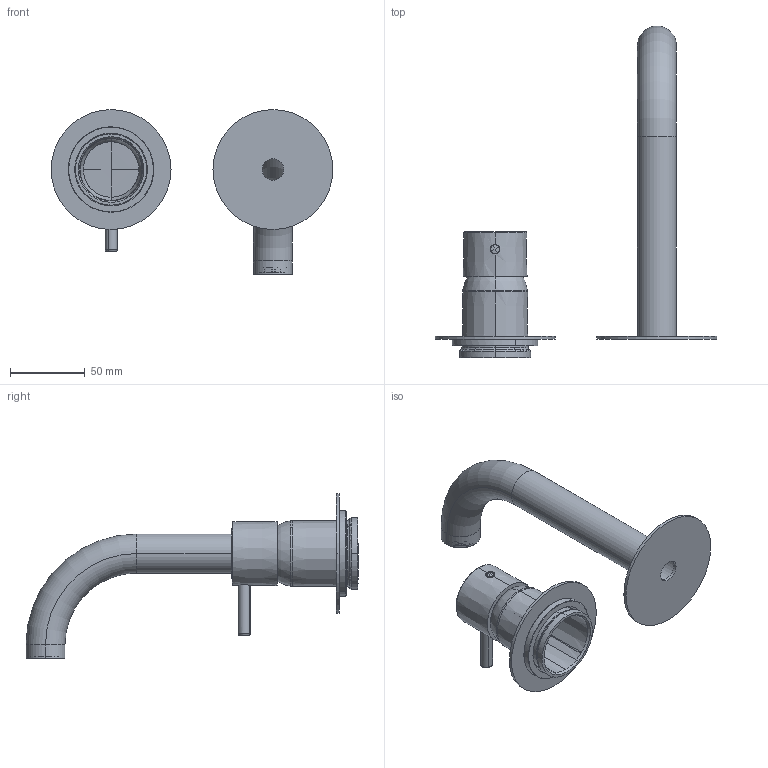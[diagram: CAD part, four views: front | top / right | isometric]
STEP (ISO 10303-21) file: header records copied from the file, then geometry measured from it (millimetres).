
FILE_DESCRIPTION(('CATIA V5 STEP Exchange','CAx-IF Rec.Pracs.--- Model Styling and Organization---1.5--- 2016-08-15','CAx-IF Rec.Pracs.---Supplemental Geometry---1.0---2011-11-01','CAx-IF Rec.Pracs.--- Composite Materials ---3.4---2017-06-13','CAx-IF Rec.Pracs.---Tessellated 3D Geometry---1.0---2015-12-17'),'2;1');
FILE_NAME('LN00551D.stp','2024-06-20T13:55:12+00:00',('none'),('none'),'CATIA Version 5-6 Release 2020 SP2','CATIA V5 STEP AP242 v2','none');
FILE_SCHEMA(('AP242_MANAGED_MODEL_BASED_3D_ENGINEERING_MIM_LF {1 0 10303 442 1 1 4}'));
Length unit declared in the file: millimetre
Products named in the file (1): LN00551D
Bounding box: 188 x 221.5 x 110 mm (x, y, z)
Volume: 51040.3 mm3; surface area: 79095.1 mm2
Topology: 2 solids, 105 shells, 221 faces, 790 edges, 684 vertices
Faces by surface type: cylinder 80, plane 46, cone 40, torus 31, sphere 16, bspline 6, revolution 2
Entity records: 9965 total; most frequent: CARTESIAN_POINT 3669, ORIENTED_EDGE 1066, DIRECTION 919, EDGE_CURVE 782, VERTEX_POINT 684, AXIS2_PLACEMENT_3D 563, CIRCLE 405, EDGE_LOOP 248
